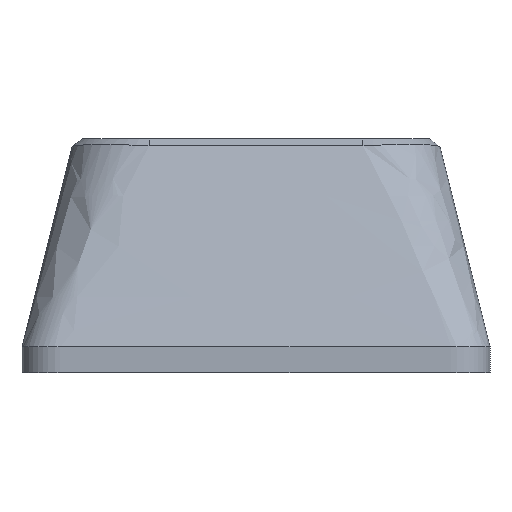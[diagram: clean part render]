
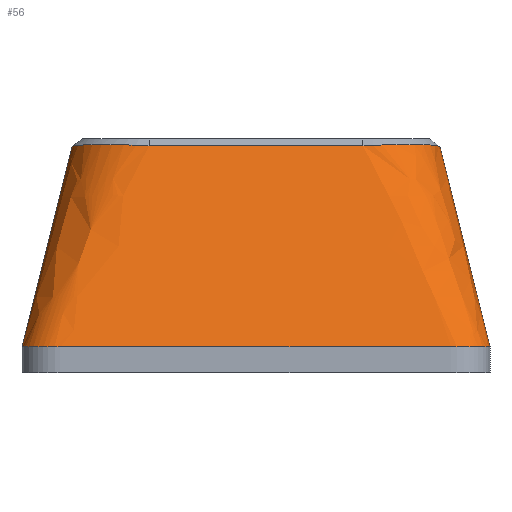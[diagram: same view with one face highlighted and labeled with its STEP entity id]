
A CAD part, front view. The second image highlights one B-rep face of the part: STEP entity #56.
In plain terms, the highlighted free-form (B-spline) face has degree [1, 2] with [2, 9] control points.
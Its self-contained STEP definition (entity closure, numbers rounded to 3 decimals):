
#56=ADVANCED_FACE('',(#133),#1174,.T.);
#133=FACE_OUTER_BOUND('',#210,.T.);
#210=EDGE_LOOP('',(#388,#389,#390,#391,#392,#393,#394));
#388=ORIENTED_EDGE('',*,*,#847,.T.);
#389=ORIENTED_EDGE('',*,*,#745,.T.);
#390=ORIENTED_EDGE('',*,*,#744,.T.);
#391=ORIENTED_EDGE('',*,*,#743,.T.);
#392=ORIENTED_EDGE('',*,*,#742,.T.);
#393=ORIENTED_EDGE('',*,*,#731,.F.);
#394=ORIENTED_EDGE('',*,*,#846,.F.);
#731=EDGE_CURVE('',#1096,#1100,#865,.T.);
#742=EDGE_CURVE('',#1102,#1100,#953,.T.);
#743=EDGE_CURVE('',#1103,#1102,#954,.T.);
#744=EDGE_CURVE('',#1104,#1103,#955,.T.);
#745=EDGE_CURVE('',#1105,#1104,#956,.T.);
#846=EDGE_CURVE('',#1169,#1096,#882,.T.);
#847=EDGE_CURVE('',#1169,#1105,#883,.T.);
#865=(
BOUNDED_CURVE()
B_SPLINE_CURVE(1,(#2051,#2052),.UNSPECIFIED.,.F.,.F.)
B_SPLINE_CURVE_WITH_KNOTS((2,2),(11.131,19.935),
 .UNSPECIFIED.)
CURVE()
GEOMETRIC_REPRESENTATION_ITEM()
RATIONAL_B_SPLINE_CURVE((1.,1.))
REPRESENTATION_ITEM('')
);
#882=(
BOUNDED_CURVE()
B_SPLINE_CURVE(2,(#2434,#2435,#2436,#2437,#2438,#2439,#2440,#2441,#2442),
 .UNSPECIFIED.,.F.,.F.)
B_SPLINE_CURVE_WITH_KNOTS((3,2,2,2,3),(-36.,-22.303,-18.,-4.303,
0.),.UNSPECIFIED.)
CURVE()
GEOMETRIC_REPRESENTATION_ITEM()
RATIONAL_B_SPLINE_CURVE((1.,1.,1.,0.707,1.,1.,1.,0.707,
1.))
REPRESENTATION_ITEM('')
);
#883=(
BOUNDED_CURVE()
B_SPLINE_CURVE(1,(#2443,#2444),.UNSPECIFIED.,.F.,.F.)
B_SPLINE_CURVE_WITH_KNOTS((2,2),(11.131,19.935),
 .UNSPECIFIED.)
CURVE()
GEOMETRIC_REPRESENTATION_ITEM()
RATIONAL_B_SPLINE_CURVE((1.,1.))
REPRESENTATION_ITEM('')
);
#953=B_SPLINE_CURVE_WITH_KNOTS('',3,(#2108,#2109,#2110,#2111,#2112),
 .UNSPECIFIED.,.F.,.F.,(4,1,4),(44.896,46.906,48.917),
 .UNSPECIFIED.);
#954=B_SPLINE_CURVE_WITH_KNOTS('',3,(#2113,#2114,#2115,#2116),
 .UNSPECIFIED.,.F.,.F.,(4,4),(36.669,44.896),
 .UNSPECIFIED.);
#955=B_SPLINE_CURVE_WITH_KNOTS('',3,(#2117,#2118,#2119,#2120,#2121),
 .UNSPECIFIED.,.F.,.F.,(4,1,4),(32.649,34.66,36.669),
 .UNSPECIFIED.);
#956=B_SPLINE_CURVE_WITH_KNOTS('',3,(#2122,#2123,#2124,#2125),
 .UNSPECIFIED.,.F.,.F.,(4,4),(24.384,32.649),
 .UNSPECIFIED.);
#1096=VERTEX_POINT('',#1714);
#1100=VERTEX_POINT('',#1718);
#1102=VERTEX_POINT('',#1720);
#1103=VERTEX_POINT('',#1721);
#1104=VERTEX_POINT('',#1722);
#1105=VERTEX_POINT('',#1723);
#1169=VERTEX_POINT('',#1787);
#1174=(
BOUNDED_SURFACE()
B_SPLINE_SURFACE(1,2,((#1558,#1559,#1560,#1561,#1562,#1563,#1564,#1565,
#1566),(#1567,#1568,#1569,#1570,#1571,#1572,#1573,#1574,#1575)),
 .UNSPECIFIED.,.F.,.F.,.F.)
B_SPLINE_SURFACE_WITH_KNOTS((2,2),(3,2,2,2,3),(11.131,20.282),
(-36.,-22.303,-18.,-4.303,0.),.UNSPECIFIED.)
GEOMETRIC_REPRESENTATION_ITEM()
RATIONAL_B_SPLINE_SURFACE(((1.,1.,1.,0.707,1.,1.,1.,0.707,
1.),(1.,1.,1.,0.707,1.,1.,1.,0.707,1.)))
REPRESENTATION_ITEM('')
SURFACE()
);
#1558=CARTESIAN_POINT('',(-53.,26.5,6.));
#1559=CARTESIAN_POINT('',(-53.,19.,6.));
#1560=CARTESIAN_POINT('',(-53.,11.5,6.));
#1561=CARTESIAN_POINT('',(-53.,10.,6.));
#1562=CARTESIAN_POINT('',(-54.5,10.,6.));
#1563=CARTESIAN_POINT('',(-62.,10.,6.));
#1564=CARTESIAN_POINT('',(-69.5,10.,6.));
#1565=CARTESIAN_POINT('',(-71.,10.,6.));
#1566=CARTESIAN_POINT('',(-71.,11.5,6.));
#1567=CARTESIAN_POINT('',(-55.,24.,14.));
#1568=CARTESIAN_POINT('',(-55.,20.,14.));
#1569=CARTESIAN_POINT('',(-55.,16.,14.));
#1570=CARTESIAN_POINT('',(-55.,13.,14.));
#1571=CARTESIAN_POINT('',(-58.,13.,14.));
#1572=CARTESIAN_POINT('',(-62.,13.,14.));
#1573=CARTESIAN_POINT('',(-66.,13.,14.));
#1574=CARTESIAN_POINT('',(-69.,13.,14.));
#1575=CARTESIAN_POINT('',(-69.,16.,14.));
#1714=CARTESIAN_POINT('',(-71.,11.5,6.));
#1718=CARTESIAN_POINT('',(-69.076,15.83,13.697));
#1720=CARTESIAN_POINT('',(-66.114,12.903,13.74));
#1721=CARTESIAN_POINT('',(-57.886,12.903,13.74));
#1722=CARTESIAN_POINT('',(-54.924,15.83,13.697));
#1723=CARTESIAN_POINT('',(-54.924,24.095,13.697));
#1787=CARTESIAN_POINT('',(-53.,26.5,6.));
#2051=CARTESIAN_POINT('',(-71.,11.5,6.));
#2052=CARTESIAN_POINT('',(-69.076,15.83,13.697));
#2108=CARTESIAN_POINT('',(-66.114,12.903,13.74));
#2109=CARTESIAN_POINT('',(-66.885,12.916,13.778));
#2110=CARTESIAN_POINT('',(-68.375,13.563,13.803));
#2111=CARTESIAN_POINT('',(-69.062,15.049,13.754));
#2112=CARTESIAN_POINT('',(-69.076,15.83,13.697));
#2113=CARTESIAN_POINT('',(-57.886,12.903,13.74));
#2114=CARTESIAN_POINT('',(-60.629,12.903,13.74));
#2115=CARTESIAN_POINT('',(-63.371,12.903,13.74));
#2116=CARTESIAN_POINT('',(-66.114,12.903,13.74));
#2117=CARTESIAN_POINT('',(-54.924,15.83,13.697));
#2118=CARTESIAN_POINT('',(-54.938,15.049,13.754));
#2119=CARTESIAN_POINT('',(-55.625,13.563,13.803));
#2120=CARTESIAN_POINT('',(-57.115,12.916,13.778));
#2121=CARTESIAN_POINT('',(-57.886,12.903,13.74));
#2122=CARTESIAN_POINT('',(-54.924,24.095,13.697));
#2123=CARTESIAN_POINT('',(-54.924,21.34,13.697));
#2124=CARTESIAN_POINT('',(-54.924,18.585,13.697));
#2125=CARTESIAN_POINT('',(-54.924,15.83,13.697));
#2434=CARTESIAN_POINT('',(-53.,26.5,6.));
#2435=CARTESIAN_POINT('',(-53.,19.,6.));
#2436=CARTESIAN_POINT('',(-53.,11.5,6.));
#2437=CARTESIAN_POINT('',(-53.,10.,6.));
#2438=CARTESIAN_POINT('',(-54.5,10.,6.));
#2439=CARTESIAN_POINT('',(-62.,10.,6.));
#2440=CARTESIAN_POINT('',(-69.5,10.,6.));
#2441=CARTESIAN_POINT('',(-71.,10.,6.));
#2442=CARTESIAN_POINT('',(-71.,11.5,6.));
#2443=CARTESIAN_POINT('',(-53.,26.5,6.));
#2444=CARTESIAN_POINT('',(-54.924,24.095,13.697));
